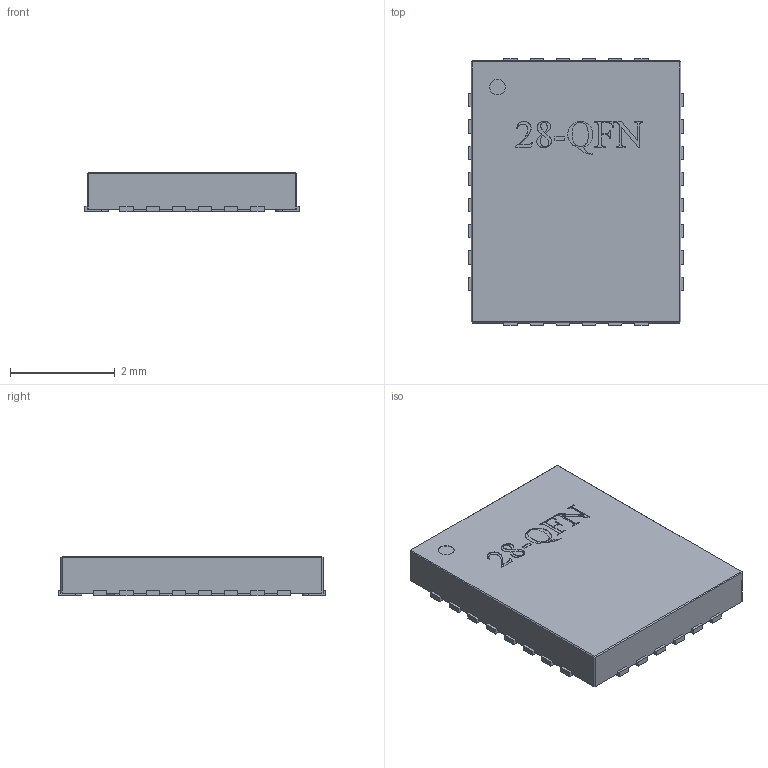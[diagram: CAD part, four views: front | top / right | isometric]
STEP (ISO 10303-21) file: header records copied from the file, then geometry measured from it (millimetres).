
FILE_DESCRIPTION (( 'STEP AP214' ), '1' );
FILE_NAME ('User Library-28-QFN.STEP', '2020-12-21T19:52:09', ( '' ), ( '' ), 'SwSTEP 2.0', 'SolidWorks 2020', '' );
FILE_SCHEMA (( 'AUTOMOTIVE_DESIGN' ));
Length unit declared in the file: millimetre
Products named in the file (1): User Library-28-QFN
Bounding box: 4.1 x 5.1 x 0.75 mm (x, y, z)
Volume: 14.6 mm3; surface area: 55.8 mm2
Topology: 1 solids, 1 shells, 326 faces, 927 edges, 614 vertices
Faces by surface type: plane 224, bspline 64, cylinder 38
Entity records: 18235 total; most frequent: CARTESIAN_POINT 6500, ORIENTED_EDGE 1854, DIRECTION 1401, EDGE_CURVE 927, LINE 723, VECTOR 723, VERTEX_POINT 614, AXIS2_PLACEMENT_3D 339
